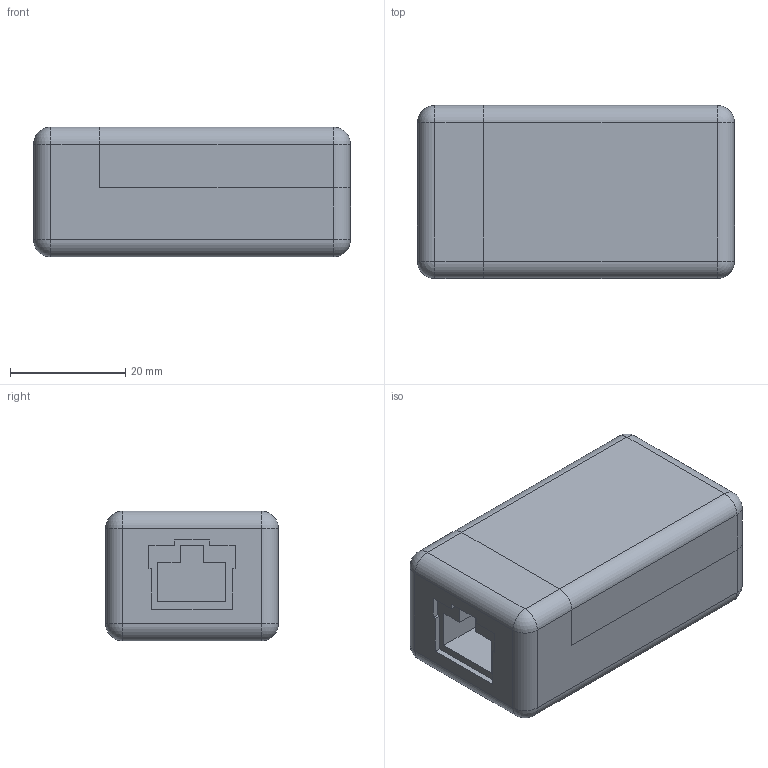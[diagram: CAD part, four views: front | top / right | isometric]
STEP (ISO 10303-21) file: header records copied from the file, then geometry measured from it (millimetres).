
FILE_DESCRIPTION((''),'2;1');
FILE_NAME('Obudowa K-Smart.stp','2021-06-02T09:44:16',('m.krzysiek'),(''),'Autodesk Inventor 2011','Autodesk Inventor 2011','');
FILE_SCHEMA(('CONFIG_CONTROL_DESIGN'));
Length unit declared in the file: millimetre
Products named in the file (4): Obudowa K-Smart; Obudowa dolna_V2; Płytka KSMART; Pokrywa
Assembly tree (3 placements, depth 2):
  Obudowa K-Smart
    Obudowa dolna_V2
    Płytka KSMART
    Pokrywa
Bounding box: 55 x 30 x 22.5 mm (x, y, z)
Volume: 21386.1 mm3; surface area: 17482 mm2
Topology: 3 solids, 3 shells, 299 faces, 842 edges, 534 vertices
Faces by surface type: plane 196, cylinder 95, sphere 8
Entity records: 9771 total; most frequent: CARTESIAN_POINT 1918, ORIENTED_EDGE 1668, DIRECTION 1570, EDGE_CURVE 834, VECTOR 638, LINE 638, VERTEX_POINT 534, AXIS2_PLACEMENT_3D 466
